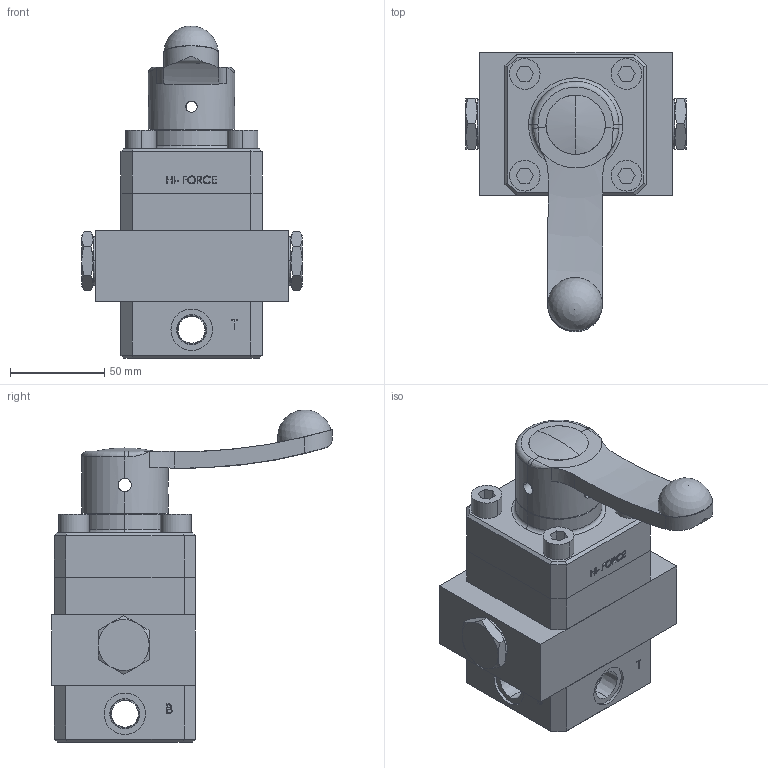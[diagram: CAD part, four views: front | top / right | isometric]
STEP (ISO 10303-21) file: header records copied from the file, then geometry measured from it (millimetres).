
FILE_DESCRIPTION (( 'STEP AP214' ), '1' );
FILE_NAME ('RMV4L.STEP', '2017-03-01T09:05:41', ( '' ), ( '' ), 'SwSTEP 2.0', 'SolidWorks 2017', '' );
FILE_SCHEMA (( 'AUTOMOTIVE_DESIGN' ));
Length unit declared in the file: millimetre
Products named in the file (1): RMV4L
Bounding box: 117 x 148.7 x 176.26 mm (x, y, z)
Surface area: 85250.2 mm2 (no closed solid volume)
Topology: 0 solids, 18 shells, 299 faces, 965 edges, 670 vertices
Faces by surface type: plane 171, cylinder 61, bspline 34, cone 22, torus 8, sphere 3
Entity records: 17381 total; most frequent: CARTESIAN_POINT 5973, DIRECTION 1553, ORIENTED_EDGE 1535, EDGE_CURVE 958, VERTEX_POINT 668, VECTOR 575, LINE 575, AXIS2_PLACEMENT_3D 489
